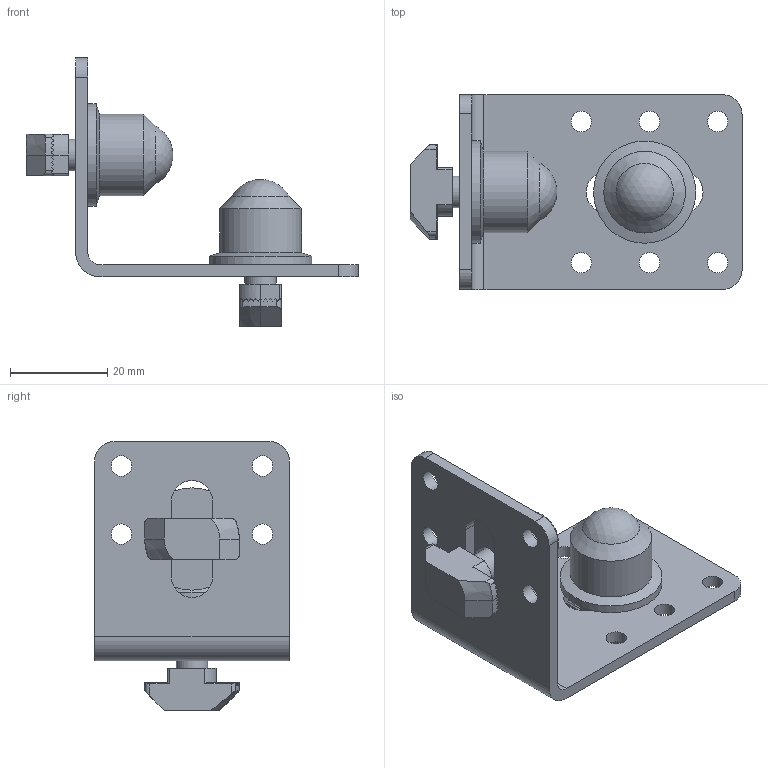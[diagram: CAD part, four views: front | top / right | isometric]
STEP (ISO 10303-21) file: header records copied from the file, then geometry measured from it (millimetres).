
FILE_DESCRIPTION(/* description */ (''),/* implementation_level */ '2;1');
FILE_NAME(/* name */ '126010',/* time_stamp */ '2014-10-06T15:38:06+02:00',/* author */ (''),/* organization */ (''),/* preprocessor_version */ 'ST-DEVELOPER v14',/* originating_system */ 'HiCAD 2013 1802.4 Build 509',/* authorisation */ '');
FILE_SCHEMA (('AUTOMOTIVE_DESIGN { 1 0 10303 214 1 1 1 1 }'));
Length unit declared in the file: millimetre
Products named in the file (8): Root; 126010 Hoekplaat 58 x 40BOIKON; 122000Flensmoer M8BOIKON; 122005Afdekkap voor moer M8BOIKON; 120200Hamerkopbout M8x15BOIKON
Assembly tree (7 placements, depth 4):
  Root
    126010 Hoekplaat 58 x 40BOIKON
      122000Flensmoer M8BOIKON
        122005Afdekkap voor moer M8BOIKON
      122000Flensmoer M8BOIKON
        122005Afdekkap voor moer M8BOIKON
      120200Hamerkopbout M8x15BOIKON
      120200Hamerkopbout M8x15BOIKON
Bounding box: 68.2 x 40 x 55.2 mm (x, y, z)
Volume: 17700.8 mm3; surface area: 14695.6 mm2
Topology: 7 solids, 7 shells, 224 faces, 600 edges, 405 vertices
Faces by surface type: plane 150, cylinder 48, cone 22, sphere 4
Full cylindrical faces by diameter (mm): 4.2 x10, 6.466 x2, 8 x2, 16.8 x2, 21 x2
Entity records: 12737 total; most frequent: CARTESIAN_POINT 1315, DIRECTION 1272, PRESENTATION_STYLE_ASSIGNMENT 1123, COLOUR_RGB 1120, DRAUGHTING_PRE_DEFINED_CURVE_FONT 1116, CURVE_STYLE 1116, OVER_RIDING_STYLED_ITEM 1116, ORIENTED_EDGE 1116
